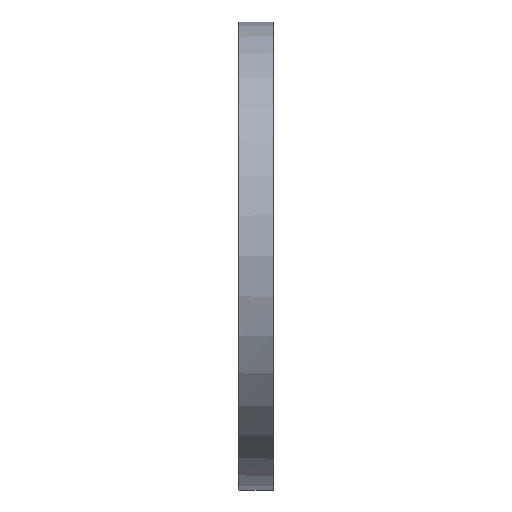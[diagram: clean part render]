
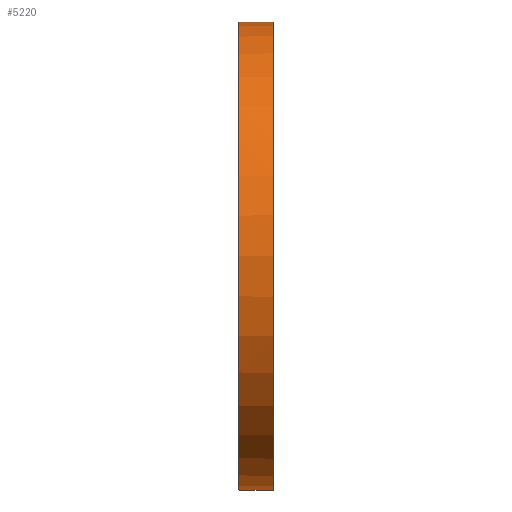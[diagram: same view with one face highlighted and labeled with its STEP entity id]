
A CAD part, left-side view. The second image highlights one B-rep face of the part: STEP entity #5220.
In plain terms, the highlighted cylindrical face has radius 184.15 mm (diameter 368.3 mm), a partial arc.
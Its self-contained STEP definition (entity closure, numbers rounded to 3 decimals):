
#185 = CIRCLE ( 'NONE', #2148, 184.15 ) ;
#329 = DIRECTION ( 'NONE',  ( 0., 0., -1. ) ) ;
#343 = DIRECTION ( 'NONE',  ( 0., -1., 0. ) ) ;
#364 = CARTESIAN_POINT ( 'NONE',  ( 0., 26.7, 0. ) ) ;
#510 = DIRECTION ( 'NONE',  ( 0., -1., 0. ) ) ;
#512 = CARTESIAN_POINT ( 'NONE',  ( -1.5, -20.091, -184.144 ) ) ;
#537 = CARTESIAN_POINT ( 'NONE',  ( 0., 0.5, 0. ) ) ;
#602 = DIRECTION ( 'NONE',  ( 0., 0., -1. ) ) ;
#651 = DIRECTION ( 'NONE',  ( 0., -1., 0. ) ) ;
#1081 = CARTESIAN_POINT ( 'NONE',  ( -1.5, -20.091, 184.144 ) ) ;
#1091 = ORIENTED_EDGE ( 'NONE', *, *, #3083, .T. ) ;
#1163 = DIRECTION ( 'NONE',  ( 0., 0., 1. ) ) ;
#1255 = DIRECTION ( 'NONE',  ( 0., 1., 0. ) ) ;
#1256 = DIRECTION ( 'NONE',  ( 0., -1., 0. ) ) ;
#1313 = ORIENTED_EDGE ( 'NONE', *, *, #3144, .T. ) ;
#1347 = DIRECTION ( 'NONE',  ( 0., 0., -1. ) ) ;
#1353 = DIRECTION ( 'NONE',  ( 0., -1., 0. ) ) ;
#1374 = CARTESIAN_POINT ( 'NONE',  ( 0., 26.7, 0. ) ) ;
#1442 = CARTESIAN_POINT ( 'NONE',  ( -1.5, 27.5, -184.144 ) ) ;
#1905 = CARTESIAN_POINT ( 'NONE',  ( -1.5, 27.5, 184.144 ) ) ;
#1969 = AXIS2_PLACEMENT_3D ( 'NONE', #537, #4934, #1163 ) ;
#2031 = AXIS2_PLACEMENT_3D ( 'NONE', #364, #343, #329 ) ;
#2087 = AXIS2_PLACEMENT_3D ( 'NONE', #6461, #651, #602 ) ;
#2148 = AXIS2_PLACEMENT_3D ( 'NONE', #1374, #1353, #1347 ) ;
#2156 = VECTOR ( 'NONE', #1256, 1000. ) ;
#2198 = CIRCLE ( 'NONE', #2087, 184.15 ) ;
#2409 = VECTOR ( 'NONE', #510, 1000. ) ;
#2597 = LINE ( 'NONE', #512, #2409 ) ;
#2753 = VECTOR ( 'NONE', #5484, 1000. ) ;
#2770 = CARTESIAN_POINT ( 'NONE',  ( 0., 0.5, 184.15 ) ) ;
#2801 = AXIS2_PLACEMENT_3D ( 'NONE', #2985, #6592, #6027 ) ;
#2893 = ORIENTED_EDGE ( 'NONE', *, *, #3253, .T. ) ;
#2952 = LINE ( 'NONE', #6049, #2753 ) ;
#2985 = CARTESIAN_POINT ( 'NONE',  ( 0., -20.091, 0. ) ) ;
#3030 = EDGE_CURVE ( 'NONE', #7444, #7152, #185, .T. ) ;
#3083 = EDGE_CURVE ( 'NONE', #7152, #7702, #5846, .T. ) ;
#3142 = ORIENTED_EDGE ( 'NONE', *, *, #3030, .T. ) ;
#3144 = EDGE_CURVE ( 'NONE', #7702, #6189, #2198, .T. ) ;
#3149 = FACE_OUTER_BOUND ( 'NONE', #5998, .T. ) ;
#3156 = EDGE_CURVE ( 'NONE', #6189, #7603, #2597, .T. ) ;
#3184 = EDGE_CURVE ( 'NONE', #7603, #4849, #5322, .T. ) ;
#3253 = EDGE_CURVE ( 'NONE', #5024, #4967, #4734, .T. ) ;
#3604 = ORIENTED_EDGE ( 'NONE', *, *, #3184, .T. ) ;
#3964 = ORIENTED_EDGE ( 'NONE', *, *, #7068, .T. ) ;
#4562 = CARTESIAN_POINT ( 'NONE',  ( 0., 26.7, -184.15 ) ) ;
#4716 = CARTESIAN_POINT ( 'NONE',  ( 0., 26.7, 184.15 ) ) ;
#4734 = CIRCLE ( 'NONE', #1969, 184.15 ) ;
#4849 = VERTEX_POINT ( 'NONE', #4562 ) ;
#4920 = CARTESIAN_POINT ( 'NONE',  ( -1.5, 26.7, -184.144 ) ) ;
#4934 = DIRECTION ( 'NONE',  ( 0., 1., 0. ) ) ;
#4967 = VERTEX_POINT ( 'NONE', #2770 ) ;
#4994 = CARTESIAN_POINT ( 'NONE',  ( 0., -20.091, 184.15 ) ) ;
#5015 = CARTESIAN_POINT ( 'NONE',  ( -1.5, 26.7, 184.144 ) ) ;
#5024 = VERTEX_POINT ( 'NONE', #5325 ) ;
#5220 = ADVANCED_FACE ( 'NONE', ( #3149 ), #6896, .T. ) ;
#5289 = LINE ( 'NONE', #4994, #2156 ) ;
#5322 = CIRCLE ( 'NONE', #2031, 184.15 ) ;
#5325 = CARTESIAN_POINT ( 'NONE',  ( 0., 0.5, -184.15 ) ) ;
#5484 = DIRECTION ( 'NONE',  ( 0., -1., 0. ) ) ;
#5662 = VECTOR ( 'NONE', #1255, 1000. ) ;
#5846 = LINE ( 'NONE', #1081, #5662 ) ;
#5998 = EDGE_LOOP ( 'NONE', ( #6465, #3142, #1091, #1313, #7190, #3604, #3964, #2893 ) ) ;
#6027 = DIRECTION ( 'NONE',  ( 0., 0., -1. ) ) ;
#6049 = CARTESIAN_POINT ( 'NONE',  ( 0., -20.091, -184.15 ) ) ;
#6189 = VERTEX_POINT ( 'NONE', #1442 ) ;
#6461 = CARTESIAN_POINT ( 'NONE',  ( 0., 27.5, 0. ) ) ;
#6465 = ORIENTED_EDGE ( 'NONE', *, *, #7150, .F. ) ;
#6592 = DIRECTION ( 'NONE',  ( 0., -1., 0. ) ) ;
#6896 = CYLINDRICAL_SURFACE ( 'NONE', #2801, 184.15 ) ;
#7068 = EDGE_CURVE ( 'NONE', #4849, #5024, #2952, .T. ) ;
#7150 = EDGE_CURVE ( 'NONE', #7444, #4967, #5289, .T. ) ;
#7152 = VERTEX_POINT ( 'NONE', #5015 ) ;
#7190 = ORIENTED_EDGE ( 'NONE', *, *, #3156, .T. ) ;
#7444 = VERTEX_POINT ( 'NONE', #4716 ) ;
#7603 = VERTEX_POINT ( 'NONE', #4920 ) ;
#7702 = VERTEX_POINT ( 'NONE', #1905 ) ;
